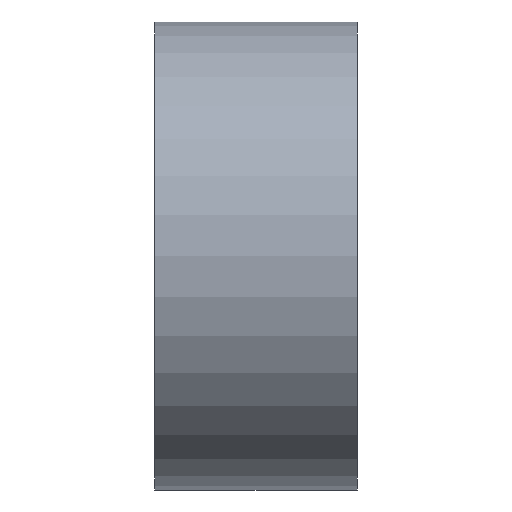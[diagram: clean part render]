
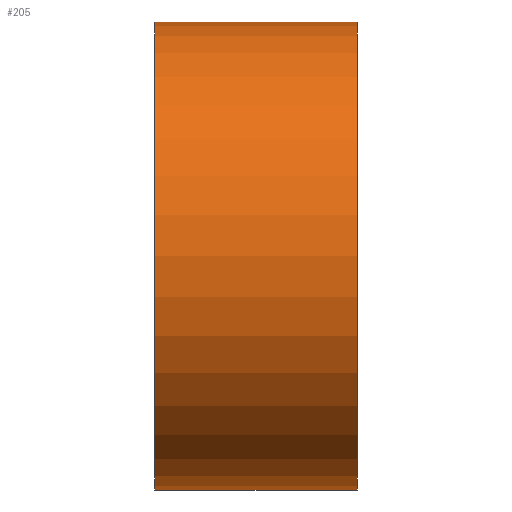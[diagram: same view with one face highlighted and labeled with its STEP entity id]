
A CAD part, left-side view. The second image highlights one B-rep face of the part: STEP entity #205.
In plain terms, the highlighted cylindrical face has radius 12.7 mm (diameter 25.4 mm), a partial arc.
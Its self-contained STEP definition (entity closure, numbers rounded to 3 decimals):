
#10 = DIRECTION ( 'NONE',  ( 0., 1., 0. ) ) ;
#11 = FACE_OUTER_BOUND ( 'NONE', #234, .T. ) ;
#15 = CARTESIAN_POINT ( 'NONE',  ( 0., 11., 12.7 ) ) ;
#23 = CARTESIAN_POINT ( 'NONE',  ( 0., 11., -12.7 ) ) ;
#32 = DIRECTION ( 'NONE',  ( 0., -1., 0. ) ) ;
#36 = CARTESIAN_POINT ( 'NONE',  ( 0., 0., 0. ) ) ;
#39 = CARTESIAN_POINT ( 'NONE',  ( 0., 0., -12.7 ) ) ;
#45 = ORIENTED_EDGE ( 'NONE', *, *, #168, .T. ) ;
#48 = LINE ( 'NONE', #23, #220 ) ;
#76 = VECTOR ( 'NONE', #32, 1000. ) ;
#84 = LINE ( 'NONE', #15, #76 ) ;
#97 = DIRECTION ( 'NONE',  ( 0., 0., 1. ) ) ;
#101 = AXIS2_PLACEMENT_3D ( 'NONE', #36, #236, #188 ) ;
#104 = DIRECTION ( 'NONE',  ( 0., 0., -1. ) ) ;
#113 = AXIS2_PLACEMENT_3D ( 'NONE', #222, #197, #104 ) ;
#118 = CIRCLE ( 'NONE', #161, 12.7 ) ;
#129 = VERTEX_POINT ( 'NONE', #39 ) ;
#134 = CYLINDRICAL_SURFACE ( 'NONE', #113, 12.7 ) ;
#140 = CARTESIAN_POINT ( 'NONE',  ( 0., 11., 12.7 ) ) ;
#142 = ORIENTED_EDGE ( 'NONE', *, *, #148, .T. ) ;
#148 = EDGE_CURVE ( 'NONE', #195, #129, #48, .T. ) ;
#149 = CARTESIAN_POINT ( 'NONE',  ( 0., 0., 12.7 ) ) ;
#158 = CARTESIAN_POINT ( 'NONE',  ( 0., 11., 0. ) ) ;
#161 = AXIS2_PLACEMENT_3D ( 'NONE', #158, #10, #97 ) ;
#163 = EDGE_CURVE ( 'NONE', #195, #187, #118, .T. ) ;
#164 = VERTEX_POINT ( 'NONE', #149 ) ;
#168 = EDGE_CURVE ( 'NONE', #129, #164, #170, .T. ) ;
#170 = CIRCLE ( 'NONE', #101, 12.7 ) ;
#178 = DIRECTION ( 'NONE',  ( 0., -1., 0. ) ) ;
#187 = VERTEX_POINT ( 'NONE', #140 ) ;
#188 = DIRECTION ( 'NONE',  ( 0., 0., 1. ) ) ;
#190 = ORIENTED_EDGE ( 'NONE', *, *, #163, .F. ) ;
#195 = VERTEX_POINT ( 'NONE', #228 ) ;
#197 = DIRECTION ( 'NONE',  ( 0., -1., 0. ) ) ;
#205 = ADVANCED_FACE ( 'NONE', ( #11 ), #134, .T. ) ;
#209 = ORIENTED_EDGE ( 'NONE', *, *, #218, .F. ) ;
#218 = EDGE_CURVE ( 'NONE', #187, #164, #84, .T. ) ;
#220 = VECTOR ( 'NONE', #178, 1000. ) ;
#222 = CARTESIAN_POINT ( 'NONE',  ( 0., 11., 0. ) ) ;
#228 = CARTESIAN_POINT ( 'NONE',  ( 0., 11., -12.7 ) ) ;
#234 = EDGE_LOOP ( 'NONE', ( #209, #190, #142, #45 ) ) ;
#236 = DIRECTION ( 'NONE',  ( 0., 1., 0. ) ) ;
